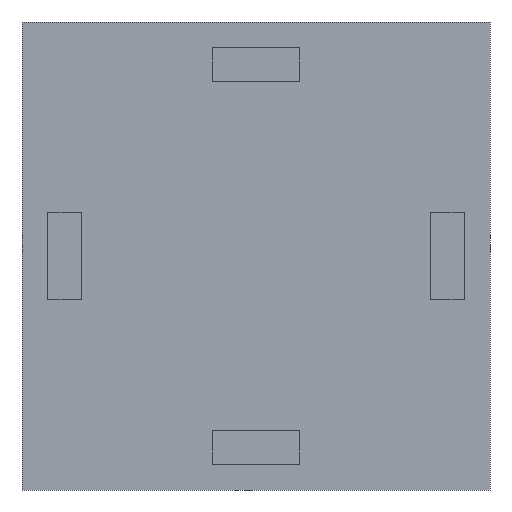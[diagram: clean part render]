
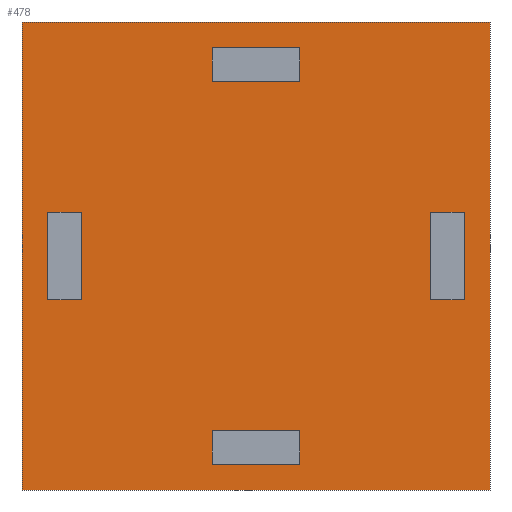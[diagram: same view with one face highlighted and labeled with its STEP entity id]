
A CAD part, front view. The second image highlights one B-rep face of the part: STEP entity #478.
In plain terms, the highlighted planar face has unit normal (0, -1, 0).
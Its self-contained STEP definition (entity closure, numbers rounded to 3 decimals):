
#21=DIRECTION('',(-1.,0.,0.));
#22=VECTOR('',#21,125.467);
#23=CARTESIAN_POINT('',(782.736,0.,165.301));
#24=LINE('',#23,#22);
#25=DIRECTION('',(0.,0.,-1.));
#26=VECTOR('',#25,330.602);
#27=CARTESIAN_POINT('',(657.269,0.,165.301));
#28=LINE('',#27,#26);
#29=DIRECTION('',(1.,0.,0.));
#30=VECTOR('',#29,125.467);
#31=CARTESIAN_POINT('',(657.269,0.,-165.301));
#32=LINE('',#31,#30);
#33=DIRECTION('',(0.,0.,1.));
#34=VECTOR('',#33,330.602);
#35=CARTESIAN_POINT('',(782.736,0.,-165.301));
#36=LINE('',#35,#34);
#37=DIRECTION('',(1.,0.,0.));
#38=VECTOR('',#37,125.467);
#39=CARTESIAN_POINT('',(-782.736,0.,-165.301));
#40=LINE('',#39,#38);
#41=DIRECTION('',(0.,0.,1.));
#42=VECTOR('',#41,330.602);
#43=CARTESIAN_POINT('',(-657.269,0.,-165.301));
#44=LINE('',#43,#42);
#45=DIRECTION('',(-1.,0.,0.));
#46=VECTOR('',#45,125.467);
#47=CARTESIAN_POINT('',(-657.269,0.,165.301));
#48=LINE('',#47,#46);
#49=DIRECTION('',(0.,0.,-1.));
#50=VECTOR('',#49,330.602);
#51=CARTESIAN_POINT('',(-782.736,0.,165.301));
#52=LINE('',#51,#50);
#53=DIRECTION('',(0.,0.,1.));
#54=VECTOR('',#53,125.467);
#55=CARTESIAN_POINT('',(165.301,0.,-782.736));
#56=LINE('',#55,#54);
#57=DIRECTION('',(-1.,0.,0.));
#58=VECTOR('',#57,330.602);
#59=CARTESIAN_POINT('',(165.301,0.,-657.269));
#60=LINE('',#59,#58);
#61=DIRECTION('',(0.,0.,-1.));
#62=VECTOR('',#61,125.467);
#63=CARTESIAN_POINT('',(-165.301,0.,-657.269));
#64=LINE('',#63,#62);
#65=DIRECTION('',(1.,0.,0.));
#66=VECTOR('',#65,330.602);
#67=CARTESIAN_POINT('',(-165.301,0.,-782.736));
#68=LINE('',#67,#66);
#69=DIRECTION('',(0.,0.,-1.));
#70=VECTOR('',#69,1760.);
#71=CARTESIAN_POINT('',(880.,0.,880.));
#72=LINE('',#71,#70);
#73=DIRECTION('',(-1.,0.,0.));
#74=VECTOR('',#73,1760.);
#75=CARTESIAN_POINT('',(880.,0.,-880.));
#76=LINE('',#75,#74);
#77=DIRECTION('',(0.,0.,1.));
#78=VECTOR('',#77,1760.);
#79=CARTESIAN_POINT('',(-880.,0.,-880.));
#80=LINE('',#79,#78);
#81=DIRECTION('',(1.,0.,0.));
#82=VECTOR('',#81,1760.);
#83=CARTESIAN_POINT('',(-880.,0.,880.));
#84=LINE('',#83,#82);
#85=DIRECTION('',(0.,0.,-1.));
#86=VECTOR('',#85,125.467);
#87=CARTESIAN_POINT('',(-165.301,0.,782.736));
#88=LINE('',#87,#86);
#89=DIRECTION('',(1.,0.,0.));
#90=VECTOR('',#89,330.602);
#91=CARTESIAN_POINT('',(-165.301,0.,657.269));
#92=LINE('',#91,#90);
#93=DIRECTION('',(0.,0.,1.));
#94=VECTOR('',#93,125.467);
#95=CARTESIAN_POINT('',(165.301,0.,657.269));
#96=LINE('',#95,#94);
#97=DIRECTION('',(-1.,0.,0.));
#98=VECTOR('',#97,330.602);
#99=CARTESIAN_POINT('',(165.301,0.,782.736));
#100=LINE('',#99,#98);
#297=CARTESIAN_POINT('',(880.,0.,880.));
#298=CARTESIAN_POINT('',(880.,0.,-880.));
#299=VERTEX_POINT('',#297);
#300=VERTEX_POINT('',#298);
#301=CARTESIAN_POINT('',(-880.,0.,-880.));
#302=VERTEX_POINT('',#301);
#303=CARTESIAN_POINT('',(-880.,0.,880.));
#304=VERTEX_POINT('',#303);
#337=CARTESIAN_POINT('',(165.301,0.,-782.736));
#338=CARTESIAN_POINT('',(165.301,0.,-657.269));
#339=VERTEX_POINT('',#337);
#340=VERTEX_POINT('',#338);
#341=CARTESIAN_POINT('',(-165.301,0.,-657.269));
#342=VERTEX_POINT('',#341);
#343=CARTESIAN_POINT('',(-165.301,0.,-782.736));
#344=VERTEX_POINT('',#343);
#369=CARTESIAN_POINT('',(-782.736,0.,-165.301));
#370=VERTEX_POINT('',#369);
#371=CARTESIAN_POINT('',(-657.269,0.,-165.301));
#372=VERTEX_POINT('',#371);
#373=CARTESIAN_POINT('',(-657.269,0.,165.301));
#374=VERTEX_POINT('',#373);
#375=CARTESIAN_POINT('',(-782.736,0.,165.301));
#376=VERTEX_POINT('',#375);
#377=CARTESIAN_POINT('',(-165.301,0.,782.736));
#378=VERTEX_POINT('',#377);
#379=CARTESIAN_POINT('',(-165.301,0.,657.269));
#380=VERTEX_POINT('',#379);
#381=CARTESIAN_POINT('',(165.301,0.,657.269));
#382=VERTEX_POINT('',#381);
#383=CARTESIAN_POINT('',(165.301,0.,782.736));
#384=VERTEX_POINT('',#383);
#385=CARTESIAN_POINT('',(782.736,0.,165.301));
#386=VERTEX_POINT('',#385);
#387=CARTESIAN_POINT('',(657.269,0.,165.301));
#388=VERTEX_POINT('',#387);
#389=CARTESIAN_POINT('',(657.269,0.,-165.301));
#390=VERTEX_POINT('',#389);
#391=CARTESIAN_POINT('',(782.736,0.,-165.301));
#392=VERTEX_POINT('',#391);
#424=CARTESIAN_POINT('',(0.,0.,0.));
#425=DIRECTION('',(0.,1.,0.));
#426=DIRECTION('',(-1.,0.,0.));
#427=AXIS2_PLACEMENT_3D('',#424,#425,#426);
#428=PLANE('',#427);
#430=ORIENTED_EDGE('',*,*,#429,.T.);
#432=ORIENTED_EDGE('',*,*,#431,.T.);
#434=ORIENTED_EDGE('',*,*,#433,.T.);
#436=ORIENTED_EDGE('',*,*,#435,.T.);
#437=EDGE_LOOP('',(#430,#432,#434,#436));
#438=FACE_OUTER_BOUND('',#437,.F.);
#440=ORIENTED_EDGE('',*,*,#439,.T.);
#442=ORIENTED_EDGE('',*,*,#441,.T.);
#444=ORIENTED_EDGE('',*,*,#443,.T.);
#446=ORIENTED_EDGE('',*,*,#445,.T.);
#447=EDGE_LOOP('',(#440,#442,#444,#446));
#448=FACE_BOUND('',#447,.F.);
#450=ORIENTED_EDGE('',*,*,#449,.T.);
#452=ORIENTED_EDGE('',*,*,#451,.T.);
#454=ORIENTED_EDGE('',*,*,#453,.T.);
#456=ORIENTED_EDGE('',*,*,#455,.T.);
#457=EDGE_LOOP('',(#450,#452,#454,#456));
#458=FACE_BOUND('',#457,.F.);
#460=ORIENTED_EDGE('',*,*,#459,.T.);
#462=ORIENTED_EDGE('',*,*,#461,.T.);
#464=ORIENTED_EDGE('',*,*,#463,.T.);
#466=ORIENTED_EDGE('',*,*,#465,.T.);
#467=EDGE_LOOP('',(#460,#462,#464,#466));
#468=FACE_BOUND('',#467,.F.);
#469=ORIENTED_EDGE('',*,*,#414,.T.);
#471=ORIENTED_EDGE('',*,*,#470,.T.);
#473=ORIENTED_EDGE('',*,*,#472,.T.);
#475=ORIENTED_EDGE('',*,*,#474,.T.);
#476=EDGE_LOOP('',(#469,#471,#473,#475));
#477=FACE_BOUND('',#476,.F.);
#478=ADVANCED_FACE('',(#438,#448,#458,#468,#477),#428,.F.);
#414=EDGE_CURVE('',#378,#380,#88,.T.);
#429=EDGE_CURVE('',#299,#300,#72,.T.);
#431=EDGE_CURVE('',#300,#302,#76,.T.);
#433=EDGE_CURVE('',#302,#304,#80,.T.);
#435=EDGE_CURVE('',#304,#299,#84,.T.);
#439=EDGE_CURVE('',#370,#372,#40,.T.);
#441=EDGE_CURVE('',#372,#374,#44,.T.);
#443=EDGE_CURVE('',#374,#376,#48,.T.);
#445=EDGE_CURVE('',#376,#370,#52,.T.);
#449=EDGE_CURVE('',#339,#340,#56,.T.);
#451=EDGE_CURVE('',#340,#342,#60,.T.);
#453=EDGE_CURVE('',#342,#344,#64,.T.);
#455=EDGE_CURVE('',#344,#339,#68,.T.);
#459=EDGE_CURVE('',#386,#388,#24,.T.);
#461=EDGE_CURVE('',#388,#390,#28,.T.);
#463=EDGE_CURVE('',#390,#392,#32,.T.);
#465=EDGE_CURVE('',#392,#386,#36,.T.);
#470=EDGE_CURVE('',#380,#382,#92,.T.);
#472=EDGE_CURVE('',#382,#384,#96,.T.);
#474=EDGE_CURVE('',#384,#378,#100,.T.);
